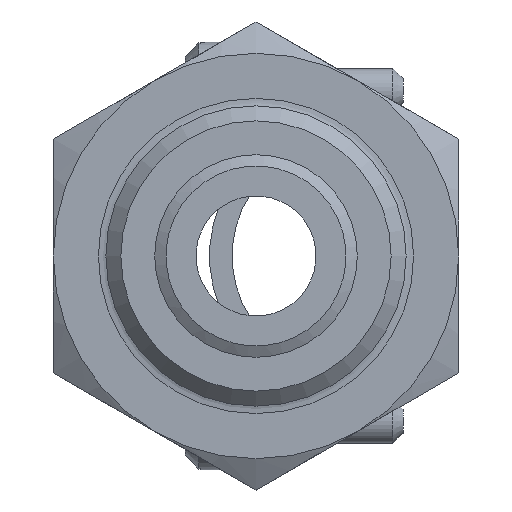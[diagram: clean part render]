
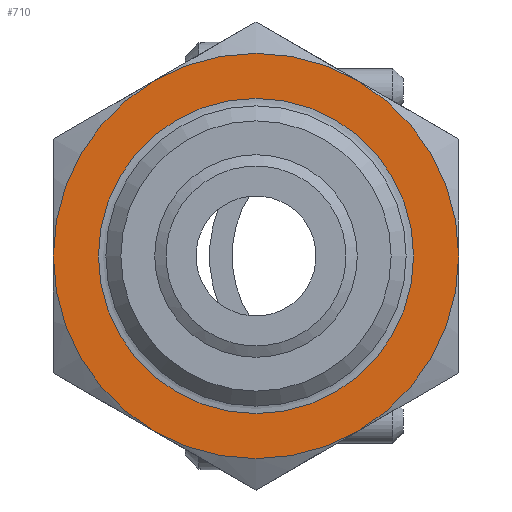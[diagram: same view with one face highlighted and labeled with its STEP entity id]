
A CAD part, left-side view. The second image highlights one B-rep face of the part: STEP entity #710.
In plain terms, the highlighted planar face has unit normal (-1, 0, 0).
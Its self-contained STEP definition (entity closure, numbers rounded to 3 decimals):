
#710=ADVANCED_FACE('',(#1754,#1756),#1758,.T.);
#1754=FACE_BOUND('',#1755,.T.);
#1755=EDGE_LOOP('',(#2666,#2667,#2668,#2669,#2670,#2671));
#1756=FACE_BOUND('',#1757,.T.);
#1757=EDGE_LOOP('',(#2672));
#1758=PLANE('',#1759);
#1759=AXIS2_PLACEMENT_3D('',#1760,#1761,#1762);
#1760=CARTESIAN_POINT('',(-21.,0.,0.));
#1761=DIRECTION('',(-1.,-0.,-0.));
#1762=DIRECTION('',(0.,0.,1.));
#2666=ORIENTED_EDGE('',*,*,#3035,.T.);
#2667=ORIENTED_EDGE('',*,*,#3041,.T.);
#2668=ORIENTED_EDGE('',*,*,#3044,.T.);
#2669=ORIENTED_EDGE('',*,*,#3047,.T.);
#2670=ORIENTED_EDGE('',*,*,#3050,.T.);
#2671=ORIENTED_EDGE('',*,*,#3037,.T.);
#2672=ORIENTED_EDGE('',*,*,#3058,.F.);
#3035=EDGE_CURVE('',#3259,#3262,#3264,.T.);
#3037=EDGE_CURVE('',#3267,#3259,#3268,.T.);
#3041=EDGE_CURVE('',#3262,#3272,#3274,.T.);
#3044=EDGE_CURVE('',#3272,#3277,#3279,.T.);
#3047=EDGE_CURVE('',#3277,#3282,#3284,.T.);
#3050=EDGE_CURVE('',#3282,#3267,#3288,.T.);
#3058=EDGE_CURVE('',#3297,#3297,#3298,.T.);
#3259=VERTEX_POINT('',#3979);
#3262=VERTEX_POINT('',#4004);
#3264=CIRCLE('',#4040,13.5);
#3267=VERTEX_POINT('',#4076);
#3268=CIRCLE('',#4077,13.5);
#3272=VERTEX_POINT('',#4135);
#3274=CIRCLE('',#4167,13.5);
#3277=VERTEX_POINT('',#4195);
#3279=CIRCLE('',#4227,13.5);
#3282=VERTEX_POINT('',#4255);
#3284=CIRCLE('',#4291,13.5);
#3288=CIRCLE('',#4357,13.5);
#3297=VERTEX_POINT('',#4384);
#3298=CIRCLE('',#4385,10.5);
#3979=CARTESIAN_POINT('',(-21.,6.75,11.691));
#4004=CARTESIAN_POINT('',(-21.,13.5,0.));
#4040=AXIS2_PLACEMENT_3D('',#4041,#4042,#4043);
#4041=CARTESIAN_POINT('',(-21.,0.,0.));
#4042=DIRECTION('',(-1.,0.,0.));
#4043=DIRECTION('',(0.,0.5,0.866));
#4076=CARTESIAN_POINT('',(-21.,-6.75,11.691));
#4077=AXIS2_PLACEMENT_3D('',#4078,#4079,#4080);
#4078=CARTESIAN_POINT('',(-21.,0.,0.));
#4079=DIRECTION('',(-1.,0.,0.));
#4080=DIRECTION('',(0.,-0.5,0.866));
#4135=CARTESIAN_POINT('',(-21.,6.75,-11.691));
#4167=AXIS2_PLACEMENT_3D('',#4168,#4169,#4170);
#4168=CARTESIAN_POINT('',(-21.,0.,0.));
#4169=DIRECTION('',(-1.,0.,0.));
#4170=DIRECTION('',(0.,1.,0.));
#4195=CARTESIAN_POINT('',(-21.,-6.75,-11.691));
#4227=AXIS2_PLACEMENT_3D('',#4228,#4229,#4230);
#4228=CARTESIAN_POINT('',(-21.,0.,0.));
#4229=DIRECTION('',(-1.,0.,0.));
#4230=DIRECTION('',(0.,0.5,-0.866));
#4255=CARTESIAN_POINT('',(-21.,-13.5,0.));
#4291=AXIS2_PLACEMENT_3D('',#4292,#4293,#4294);
#4292=CARTESIAN_POINT('',(-21.,0.,0.));
#4293=DIRECTION('',(-1.,0.,0.));
#4294=DIRECTION('',(0.,-0.5,-0.866));
#4357=AXIS2_PLACEMENT_3D('',#4358,#4359,#4360);
#4358=CARTESIAN_POINT('',(-21.,0.,0.));
#4359=DIRECTION('',(-1.,0.,0.));
#4360=DIRECTION('',(0.,-1.,0.));
#4384=CARTESIAN_POINT('',(-21.,0.,10.5));
#4385=AXIS2_PLACEMENT_3D('',#4386,#4387,#4388);
#4386=CARTESIAN_POINT('',(-21.,0.,0.));
#4387=DIRECTION('',(-1.,-0.,-0.));
#4388=DIRECTION('',(0.,0.,1.));
